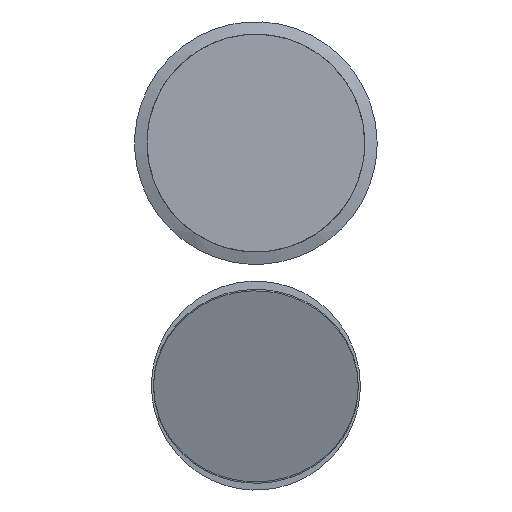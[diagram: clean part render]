
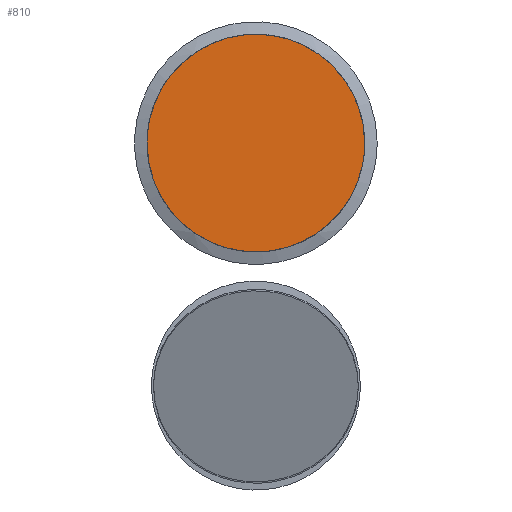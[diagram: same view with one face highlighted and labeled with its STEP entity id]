
A CAD part, front view. The second image highlights one B-rep face of the part: STEP entity #810.
In plain terms, the highlighted planar face has unit normal (0, -1, 0).
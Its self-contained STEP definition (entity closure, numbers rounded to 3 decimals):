
#540 = CARTESIAN_POINT ('', (64.605, 4889.109, -699.26));
#550 = VERTEX_POINT ('', #540);
#560 = CARTESIAN_POINT ('', (-64.605, 4889.109, -699.26));
#570 = VERTEX_POINT ('', #560);
#580 = CARTESIAN_POINT ('', (64.605, 4889.109, -699.26));
#590 = CARTESIAN_POINT ('', (64.605, 4889.109, -634.655));
#600 = CARTESIAN_POINT ('', (0., 4889.109, -634.655));
#610 = CARTESIAN_POINT ('', (-64.605, 4889.109, -634.655));
#620 = CARTESIAN_POINT ('', (-64.605, 4889.109, -699.26));
#630 = (
   BOUNDED_CURVE ()
   B_SPLINE_CURVE (2, (#580, #590, #600, #610, #620), .UNSPECIFIED., .F., .U.)
   B_SPLINE_CURVE_WITH_KNOTS ((3, 2, 3), (0., 1.571, 3.142), .UNSPECIFIED.)
   CURVE ()
   GEOMETRIC_REPRESENTATION_ITEM ()
   RATIONAL_B_SPLINE_CURVE ((1., 0.707, 1., 0.707, 1.))
   REPRESENTATION_ITEM ('')
);
#640 = EDGE_CURVE ('', #550, #570, #630, .T.);
#650 = ORIENTED_EDGE ('', *, *, #640, .T.);
#660 = CARTESIAN_POINT ('', (-64.605, 4889.109, -699.26));
#670 = CARTESIAN_POINT ('', (-64.605, 4889.109, -763.865));
#680 = CARTESIAN_POINT ('', (0., 4889.109, -763.865));
#690 = CARTESIAN_POINT ('', (64.605, 4889.109, -763.865));
#700 = CARTESIAN_POINT ('', (64.605, 4889.109, -699.26));
#710 = (
   BOUNDED_CURVE ()
   B_SPLINE_CURVE (2, (#660, #670, #680, #690, #700), .UNSPECIFIED., .F., .U.)
   B_SPLINE_CURVE_WITH_KNOTS ((3, 2, 3), (3.142, 4.712, 6.283), .UNSPECIFIED.)
   CURVE ()
   GEOMETRIC_REPRESENTATION_ITEM ()
   RATIONAL_B_SPLINE_CURVE ((1., 0.707, 1., 0.707, 1.))
   REPRESENTATION_ITEM ('')
);
#720 = EDGE_CURVE ('', #570, #550, #710, .T.);
#730 = ORIENTED_EDGE ('', *, *, #720, .T.);
#740 = EDGE_LOOP ('', (#650, #730));
#750 = FACE_OUTER_BOUND ('', #740, .T.);
#760 = CARTESIAN_POINT ('', (0., 4889.109, -567.261));
#770 = DIRECTION ('', (0., -1., 0.));
#780 = DIRECTION ('', (-0.707, 0., -0.707));
#790 = AXIS2_PLACEMENT_3D ('', #760, #770, #780);
#800 = PLANE ('', #790);
#810 = ADVANCED_FACE ('', (#750), #800, .T.);
